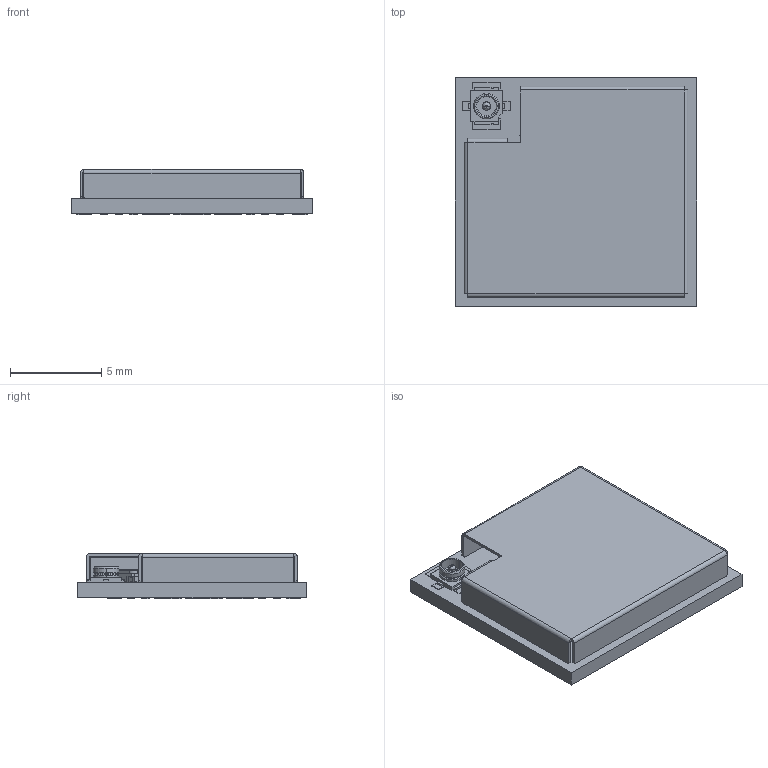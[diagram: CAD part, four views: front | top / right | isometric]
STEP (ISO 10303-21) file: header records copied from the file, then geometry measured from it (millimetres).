
FILE_DESCRIPTION (( 'STEP AP214' ), '1' );
FILE_NAME ('ESP8684-MINI-1U_V1-1-20240311.STEP', '2024-03-11T06:55:28', ( 'Windows User' ), ( 'P R C' ), 'SwSTEP 2.0', 'SolidWorks 2022', '' );
FILE_SCHEMA (( 'AUTOMOTIVE_DESIGN' ));
Length unit declared in the file: millimetre
Products named in the file (95): DesignRootModel; uid__1_141; uid__1_43; Submodel-IPEX_4P_part; C0201_20210301.STEP; uid__1_142; uid__1_50; Submodel-L0201_part; uid__1_91; uid__1_139; uid__1_105; uid__1_45; Submodel-SOD882_part; uid__1_28; Submodel-D__1. ESP project_5. 3D design_ESP8684 module_Module_PCB_ESP8684-MINI-1U_V1.0_20211103_PCB_3D_ImportedPartModels_ipx3.STEP; uid__1_133; uid__1_57; Submodel-C0201_part; uid__1_89; uid__1_49; ipx3.STEP; uid__1_117; Submodel-D__1. ESP project_5. 3D design_ESP8684 module_Module_PCB_ESP8684-MINI-1U_V1.0_20211103_PCB_3D_ImportedPartModels_R0201_20210301.STEP; uid__1_79; Submodel-D__1. ESP project_5. 3D design_ESP8684 module_Module_PCB_ESP8684-MINI-1U_V1.0_20211103_PCB_3D_ImportedPartModels_DFN1006.STEP; uid__1_102; uid__1_4; uid__1_151; ESP8684-MINI-1U_V1-1-20240311; uid__1_42; Submodel-D__1. ESP project_5. 3D design_ESP8684 module_Module_PCB_ESP8684-MINI-1U_V1.0_20211103_PCB_3D_ImportedPartModels_ESP8684-QFN24.STEP; uid__1_78; uid__1_100; uid__1_52; uid__1_106; uid__1_76; uid__1_83; uid__1_132; uid__1_18; uid__1_72 ...
Assembly tree (105 placements, depth 5):
  ESP8684-MINI-1U_V1-1-20240311
    DesignRootModel
      uid__1_4
      uid__1_5
      uid__1_13
      uid__1_18
      uid__1_24
      uid__1_28
      uid__1_36
      uid__1_39
      uid__1_40
      uid__1_42
      uid__1_43
      uid__1_44
      uid__1_45
      uid__1_46
      uid__1_48
      uid__1_49
      uid__1_50
      uid__1_51
      uid__1_52
      uid__1_54
      uid__1_56
      uid__1_57
      uid__1_59
      uid__1_61
      uid__1_62
      uid__1_63
      uid__1_65
      uid__1_67
      uid__1_68
      uid__1_71
      uid__1_72
      uid__1_76
      uid__1_78
      uid__1_79
      uid__1_80
      uid__1_83
      uid__1_84
      uid__1_85
      uid__1_88
      uid__1_89
      uid__1_91
      uid__1_92
      uid__1_93
      uid__1_94
      uid__1_95
      uid__1_96
      uid__1_98
      uid__1_100
      uid__1_101
      uid__1_102
      uid__1_104
      uid__1_105
      uid__1_106
      uid__1_108
      uid__1_110
      uid__1_117
      uid__1_126
      uid__1_132
Bounding box: 13.2 x 12.5 x 2.47 mm (x, y, z)
Volume: 187.5 mm3; surface area: 1008.2 mm2
Topology: 156 solids, 157 shells, 2054 faces, 4803 edges, 3017 vertices
Faces by surface type: plane 1410, cylinder 491, bspline 144, cone 9
Entity records: 65187 total; most frequent: CARTESIAN_POINT 11734, DIRECTION 7445, ORIENTED_EDGE 7310, EDGE_CURVE 3655, LINE 2983, VECTOR 2983, VERTEX_POINT 2401, AXIS2_PLACEMENT_3D 2231
